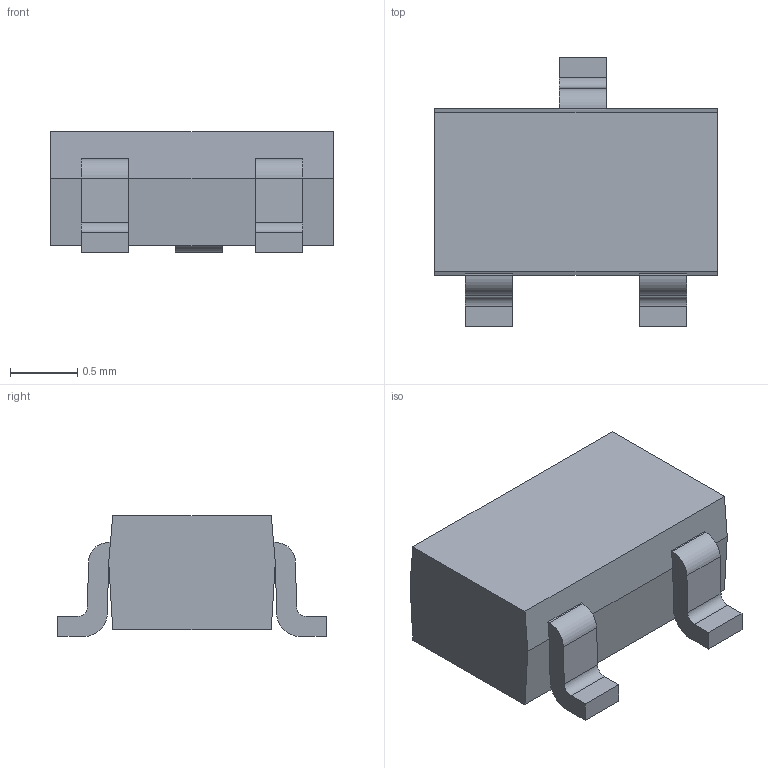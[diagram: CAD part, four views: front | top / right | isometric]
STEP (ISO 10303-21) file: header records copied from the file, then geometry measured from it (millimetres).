
FILE_DESCRIPTION(('FreeCAD Model'),'2;1');
FILE_NAME('Open CASCADE Shape Model','2024-04-12T15:43:42',(''),(''), 'Open CASCADE STEP processor 7.7','FreeCAD','Unknown');
FILE_SCHEMA(('AUTOMOTIVE_DESIGN { 1 0 10303 214 1 1 1 1 }'));
Length unit declared in the file: millimetre
Products named in the file (3): smd_transistor_sot_323_3; Body; Pad001
Assembly tree (4 placements, depth 2):
  smd_transistor_sot_323_3
    Body
    Pad001  x3
Bounding box: 2.1 x 2 x 0.9 mm (x, y, z)
Volume: 2.3 mm3; surface area: 13.4 mm2
Topology: 4 solids, 4 shells, 46 faces, 114 edges, 76 vertices
Faces by surface type: plane 37, cylinder 9
Entity records: 727 total; most frequent: CARTESIAN_POINT 117, DIRECTION 114, ORIENTED_EDGE 108, EDGE_CURVE 54, LINE 48, VECTOR 48, VERTEX_POINT 36, AXIS2_PLACEMENT_3D 33
